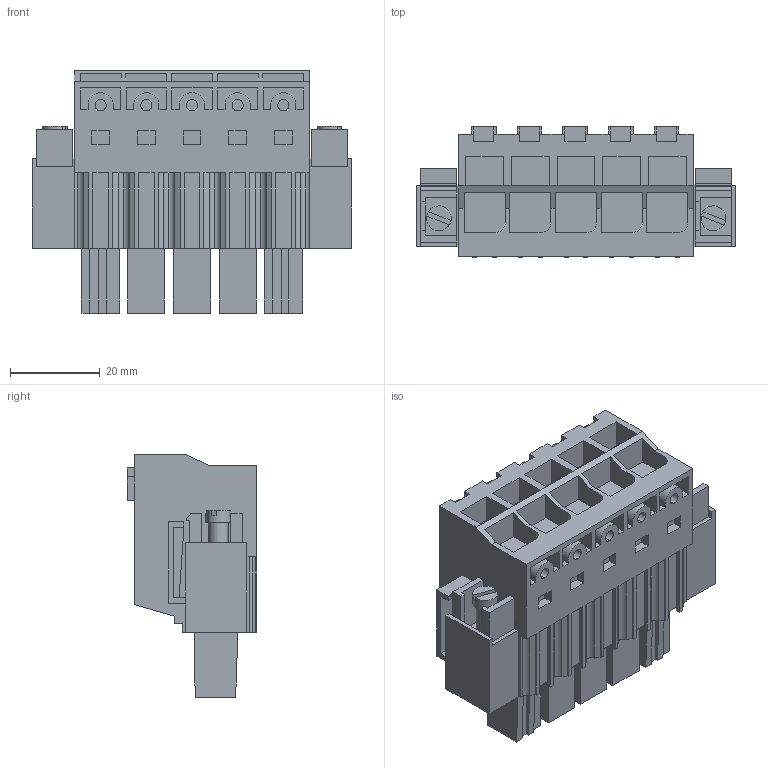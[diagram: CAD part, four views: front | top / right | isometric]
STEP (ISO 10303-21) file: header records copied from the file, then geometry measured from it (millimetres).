
FILE_DESCRIPTION(('CATIA V5 STEP Exchange','CAx-IF Rec.Pracs.--- Model Styling and Organization---1.2---2011-12-15'),'2;1');
FILE_NAME ('D1462884_0_2493370000_2493370000.stp','2017-07-19T08:58:40+00:00',('none'),('Weidmueller'),'CATIA Version 5-6 Release 2014','CATIA V5 STEP AP214','none');
FILE_SCHEMA(('AUTOMOTIVE_DESIGN { 1 0 10303 214 1 1 1 1 }'));
Length unit declared in the file: millimetre
Products named in the file (1): 2493370000
Bounding box: 71.06 x 28.9 x 53.9 mm (x, y, z)
Volume: 54351 mm3; surface area: 23577.3 mm2
Topology: 10 solids, 10 shells, 711 faces, 1975 edges, 1323 vertices
Faces by surface type: plane 663, cylinder 48
Entity records: 21038 total; most frequent: ORIENTED_EDGE 3950, CARTESIAN_POINT 3755, DIRECTION 2881, EDGE_CURVE 1975, VECTOR 1857, LINE 1857, VERTEX_POINT 1323, EDGE_LOOP 758
